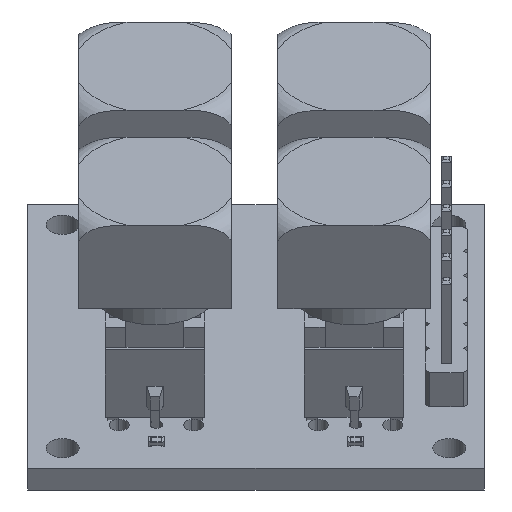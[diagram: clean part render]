
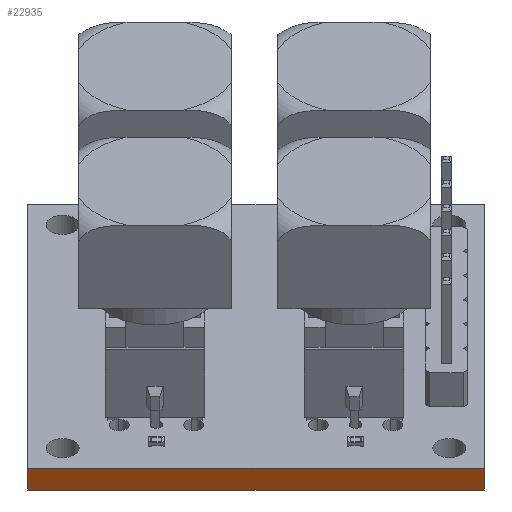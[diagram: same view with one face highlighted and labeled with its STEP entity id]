
A CAD part, isometric view. The second image highlights one B-rep face of the part: STEP entity #22935.
In plain terms, the highlighted planar face has unit normal (-0.707, -0.707, 0).
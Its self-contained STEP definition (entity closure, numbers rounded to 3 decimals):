
#20703 = PLANE('',#20704);
#20704 = AXIS2_PLACEMENT_3D('',#20705,#20706,#20707);
#20705 = CARTESIAN_POINT('',(19.5,-19.5,0.));
#20706 = DIRECTION('',(-0.707,0.707,0.));
#20707 = DIRECTION('',(0.707,0.707,0.));
#20731 = PLANE('',#20732);
#20732 = AXIS2_PLACEMENT_3D('',#20733,#20734,#20735);
#20733 = CARTESIAN_POINT('',(19.5,0.,1.6));
#20734 = DIRECTION('',(0.,0.,1.));
#20735 = DIRECTION('',(1.,0.,-0.));
#20759 = PLANE('',#20760);
#20760 = AXIS2_PLACEMENT_3D('',#20761,#20762,#20763);
#20761 = CARTESIAN_POINT('',(19.5,19.5,0.));
#20762 = DIRECTION('',(0.707,-0.707,0.));
#20763 = DIRECTION('',(-0.707,-0.707,0.));
#20785 = PLANE('',#20786);
#20786 = AXIS2_PLACEMENT_3D('',#20787,#20788,#20789);
#20787 = CARTESIAN_POINT('',(19.5,0.,0.));
#20788 = DIRECTION('',(0.,0.,1.));
#20789 = DIRECTION('',(1.,0.,-0.));
#20800 = EDGE_CURVE('',#20801,#20803,#20805,.T.);
#20801 = VERTEX_POINT('',#20802);
#20802 = CARTESIAN_POINT('',(19.5,-19.5,0.));
#20803 = VERTEX_POINT('',#20804);
#20804 = CARTESIAN_POINT('',(19.5,-19.5,1.6));
#20805 = SURFACE_CURVE('',#20806,(#20810,#20817),.PCURVE_S1.);
#20806 = LINE('',#20807,#20808);
#20807 = CARTESIAN_POINT('',(19.5,-19.5,0.));
#20808 = VECTOR('',#20809,1.);
#20809 = DIRECTION('',(0.,0.,1.));
#20810 = PCURVE('',#20703,#20811);
#20811 = DEFINITIONAL_REPRESENTATION('',(#20812),#20816);
#20812 = LINE('',#20813,#20814);
#20813 = CARTESIAN_POINT('',(0.,0.));
#20814 = VECTOR('',#20815,1.);
#20815 = DIRECTION('',(0.,-1.));
#20816 = ( GEOMETRIC_REPRESENTATION_CONTEXT(2) 
PARAMETRIC_REPRESENTATION_CONTEXT() REPRESENTATION_CONTEXT('2D SPACE',''
  ) );
#20817 = PCURVE('',#20818,#20823);
#20818 = PLANE('',#20819);
#20819 = AXIS2_PLACEMENT_3D('',#20820,#20821,#20822);
#20820 = CARTESIAN_POINT('',(0.,-0.,0.));
#20821 = DIRECTION('',(0.707,0.707,-0.));
#20822 = DIRECTION('',(0.707,-0.707,0.));
#20823 = DEFINITIONAL_REPRESENTATION('',(#20824),#20828);
#20824 = LINE('',#20825,#20826);
#20825 = CARTESIAN_POINT('',(27.577,0.));
#20826 = VECTOR('',#20827,1.);
#20827 = DIRECTION('',(0.,-1.));
#20828 = ( GEOMETRIC_REPRESENTATION_CONTEXT(2) 
PARAMETRIC_REPRESENTATION_CONTEXT() REPRESENTATION_CONTEXT('2D SPACE',''
  ) );
#20878 = VERTEX_POINT('',#20879);
#20879 = CARTESIAN_POINT('',(0.,0.,1.6));
#20900 = EDGE_CURVE('',#20901,#20878,#20903,.T.);
#20901 = VERTEX_POINT('',#20902);
#20902 = CARTESIAN_POINT('',(0.,-0.,0.));
#20903 = SURFACE_CURVE('',#20904,(#20908,#20915),.PCURVE_S1.);
#20904 = LINE('',#20905,#20906);
#20905 = CARTESIAN_POINT('',(0.,-0.,0.));
#20906 = VECTOR('',#20907,1.);
#20907 = DIRECTION('',(0.,0.,1.));
#20908 = PCURVE('',#20759,#20909);
#20909 = DEFINITIONAL_REPRESENTATION('',(#20910),#20914);
#20910 = LINE('',#20911,#20912);
#20911 = CARTESIAN_POINT('',(27.577,0.));
#20912 = VECTOR('',#20913,1.);
#20913 = DIRECTION('',(0.,-1.));
#20914 = ( GEOMETRIC_REPRESENTATION_CONTEXT(2) 
PARAMETRIC_REPRESENTATION_CONTEXT() REPRESENTATION_CONTEXT('2D SPACE',''
  ) );
#20915 = PCURVE('',#20818,#20916);
#20916 = DEFINITIONAL_REPRESENTATION('',(#20917),#20921);
#20917 = LINE('',#20918,#20919);
#20918 = CARTESIAN_POINT('',(0.,0.));
#20919 = VECTOR('',#20920,1.);
#20920 = DIRECTION('',(0.,-1.));
#20921 = ( GEOMETRIC_REPRESENTATION_CONTEXT(2) 
PARAMETRIC_REPRESENTATION_CONTEXT() REPRESENTATION_CONTEXT('2D SPACE',''
  ) );
#20949 = EDGE_CURVE('',#20901,#20801,#20950,.T.);
#20950 = SURFACE_CURVE('',#20951,(#20955,#20962),.PCURVE_S1.);
#20951 = LINE('',#20952,#20953);
#20952 = CARTESIAN_POINT('',(0.,-0.,0.));
#20953 = VECTOR('',#20954,1.);
#20954 = DIRECTION('',(0.707,-0.707,0.));
#20955 = PCURVE('',#20785,#20956);
#20956 = DEFINITIONAL_REPRESENTATION('',(#20957),#20961);
#20957 = LINE('',#20958,#20959);
#20958 = CARTESIAN_POINT('',(-19.5,0.));
#20959 = VECTOR('',#20960,1.);
#20960 = DIRECTION('',(0.707,-0.707));
#20961 = ( GEOMETRIC_REPRESENTATION_CONTEXT(2) 
PARAMETRIC_REPRESENTATION_CONTEXT() REPRESENTATION_CONTEXT('2D SPACE',''
  ) );
#20962 = PCURVE('',#20818,#20963);
#20963 = DEFINITIONAL_REPRESENTATION('',(#20964),#20968);
#20964 = LINE('',#20965,#20966);
#20965 = CARTESIAN_POINT('',(0.,0.));
#20966 = VECTOR('',#20967,1.);
#20967 = DIRECTION('',(1.,0.));
#20968 = ( GEOMETRIC_REPRESENTATION_CONTEXT(2) 
PARAMETRIC_REPRESENTATION_CONTEXT() REPRESENTATION_CONTEXT('2D SPACE',''
  ) );
#22030 = EDGE_CURVE('',#20878,#20803,#22031,.T.);
#22031 = SURFACE_CURVE('',#22032,(#22036,#22043),.PCURVE_S1.);
#22032 = LINE('',#22033,#22034);
#22033 = CARTESIAN_POINT('',(0.,0.,1.6));
#22034 = VECTOR('',#22035,1.);
#22035 = DIRECTION('',(0.707,-0.707,0.));
#22036 = PCURVE('',#20731,#22037);
#22037 = DEFINITIONAL_REPRESENTATION('',(#22038),#22042);
#22038 = LINE('',#22039,#22040);
#22039 = CARTESIAN_POINT('',(-19.5,0.));
#22040 = VECTOR('',#22041,1.);
#22041 = DIRECTION('',(0.707,-0.707));
#22042 = ( GEOMETRIC_REPRESENTATION_CONTEXT(2) 
PARAMETRIC_REPRESENTATION_CONTEXT() REPRESENTATION_CONTEXT('2D SPACE',''
  ) );
#22043 = PCURVE('',#20818,#22044);
#22044 = DEFINITIONAL_REPRESENTATION('',(#22045),#22049);
#22045 = LINE('',#22046,#22047);
#22046 = CARTESIAN_POINT('',(0.,-1.6));
#22047 = VECTOR('',#22048,1.);
#22048 = DIRECTION('',(1.,0.));
#22049 = ( GEOMETRIC_REPRESENTATION_CONTEXT(2) 
PARAMETRIC_REPRESENTATION_CONTEXT() REPRESENTATION_CONTEXT('2D SPACE',''
  ) );
#22935 = ADVANCED_FACE('',(#22936),#20818,.F.);
#22936 = FACE_BOUND('',#22937,.F.);
#22937 = EDGE_LOOP('',(#22938,#22939,#22940,#22941));
#22938 = ORIENTED_EDGE('',*,*,#20900,.T.);
#22939 = ORIENTED_EDGE('',*,*,#22030,.T.);
#22940 = ORIENTED_EDGE('',*,*,#20800,.F.);
#22941 = ORIENTED_EDGE('',*,*,#20949,.F.);
